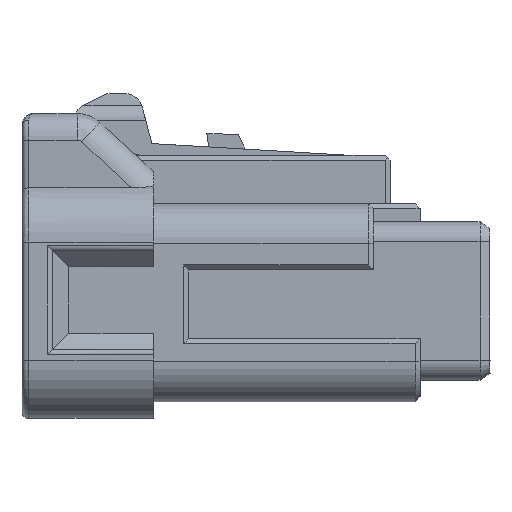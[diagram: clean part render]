
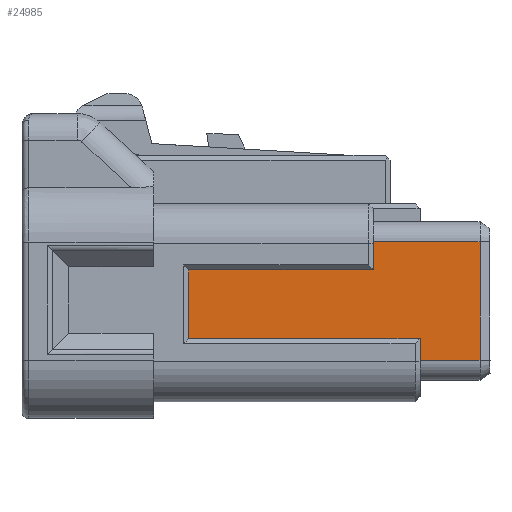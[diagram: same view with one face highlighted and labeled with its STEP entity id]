
A CAD part, left-side view. The second image highlights one B-rep face of the part: STEP entity #24985.
In plain terms, the highlighted planar face has unit normal (-1, 0, 0).
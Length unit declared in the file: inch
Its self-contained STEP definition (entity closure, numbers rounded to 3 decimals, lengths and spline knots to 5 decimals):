
#5089=DIRECTION('',(0.,0.,1.));
#5090=VECTOR('',#5089,0.13976);
#5091=CARTESIAN_POINT('',(-11.6381,-1.57475,
2.08346));
#5092=LINE('',#5091,#5090);
#5093=DIRECTION('',(0.,1.,0.));
#5094=VECTOR('',#5093,0.07087);
#5095=CARTESIAN_POINT('',(-11.6381,-1.57475,
2.08346));
#5096=LINE('',#5095,#5094);
#5097=DIRECTION('',(0.,0.,1.));
#5098=VECTOR('',#5097,0.02539);
#5099=CARTESIAN_POINT('',(-11.6381,-1.50389,
2.08346));
#5100=LINE('',#5099,#5098);
#5101=DIRECTION('',(0.,1.,0.));
#5102=VECTOR('',#5101,0.27362);
#5103=CARTESIAN_POINT('',(-11.6381,-1.50389,
2.10886));
#5104=LINE('',#5103,#5102);
#5105=DIRECTION('',(0.,-1.,0.));
#5106=VECTOR('',#5105,0.12598);
#5107=CARTESIAN_POINT('',(-11.6381,-1.44877,
2.22323));
#5108=LINE('',#5107,#5106);
#5206=DIRECTION('',(0.,0.,-1.));
#5207=VECTOR('',#5206,0.03327);
#5208=CARTESIAN_POINT('',(-11.6381,-1.44877,
2.22323));
#5209=LINE('',#5208,#5207);
#5243=DIRECTION('',(0.,-1.,0.));
#5244=VECTOR('',#5243,0.2185);
#5245=CARTESIAN_POINT('',(-11.6381,-1.23026,
2.18996));
#5246=LINE('',#5245,#5244);
#5259=DIRECTION('',(0.,0.,1.));
#5260=VECTOR('',#5259,0.0811);
#5261=CARTESIAN_POINT('',(-11.6381,-1.23026,
2.10886));
#5262=LINE('',#5261,#5260);
#12352=CARTESIAN_POINT('',(-11.6381,-1.50389,
2.08346));
#12354=VERTEX_POINT('',#12352);
#12683=CARTESIAN_POINT('',(-11.6381,-1.50389,
2.10886));
#12684=CARTESIAN_POINT('',(-11.6381,-1.23026,
2.10886));
#12685=VERTEX_POINT('',#12683);
#12686=VERTEX_POINT('',#12684);
#12691=CARTESIAN_POINT('',(-11.6381,-1.23026,
2.18996));
#12692=VERTEX_POINT('',#12691);
#12715=CARTESIAN_POINT('',(-11.6381,-1.57475,
2.08346));
#12716=VERTEX_POINT('',#12715);
#12719=CARTESIAN_POINT('',(-11.6381,-1.57475,
2.22323));
#12720=VERTEX_POINT('',#12719);
#12925=CARTESIAN_POINT('',(-11.6381,-1.44877,
2.22323));
#12927=VERTEX_POINT('',#12925);
#12933=CARTESIAN_POINT('',(-11.6381,-1.44877,
2.18996));
#12934=VERTEX_POINT('',#12933);
#24963=CARTESIAN_POINT('',(-11.6381,-1.58656,
2.14646));
#24964=DIRECTION('',(1.,0.,0.));
#24965=DIRECTION('',(0.,0.,1.));
#24966=AXIS2_PLACEMENT_3D('',#24963,#24964,#24965);
#24967=PLANE('',#24966);
#24969=ORIENTED_EDGE('',*,*,#24968,.F.);
#24971=ORIENTED_EDGE('',*,*,#24970,.T.);
#24973=ORIENTED_EDGE('',*,*,#24972,.T.);
#24975=ORIENTED_EDGE('',*,*,#24974,.T.);
#24977=ORIENTED_EDGE('',*,*,#24976,.T.);
#24979=ORIENTED_EDGE('',*,*,#24978,.T.);
#24981=ORIENTED_EDGE('',*,*,#24980,.F.);
#24982=ORIENTED_EDGE('',*,*,#24948,.T.);
#24983=EDGE_LOOP('',(#24969,#24971,#24973,#24975,#24977,#24979,#24981,#24982));
#24984=FACE_OUTER_BOUND('',#24983,.F.);
#24985=ADVANCED_FACE('',(#24984),#24967,.F.);
#24948=EDGE_CURVE('',#12927,#12720,#5108,.T.);
#24968=EDGE_CURVE('',#12716,#12720,#5092,.T.);
#24970=EDGE_CURVE('',#12716,#12354,#5096,.T.);
#24972=EDGE_CURVE('',#12354,#12685,#5100,.T.);
#24974=EDGE_CURVE('',#12685,#12686,#5104,.T.);
#24976=EDGE_CURVE('',#12686,#12692,#5262,.T.);
#24978=EDGE_CURVE('',#12692,#12934,#5246,.T.);
#24980=EDGE_CURVE('',#12927,#12934,#5209,.T.);
